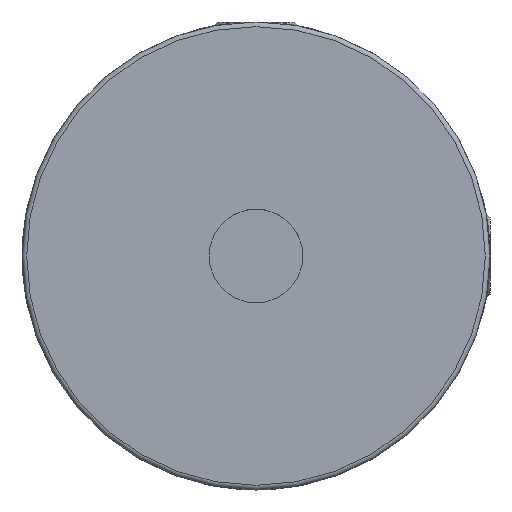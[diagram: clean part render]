
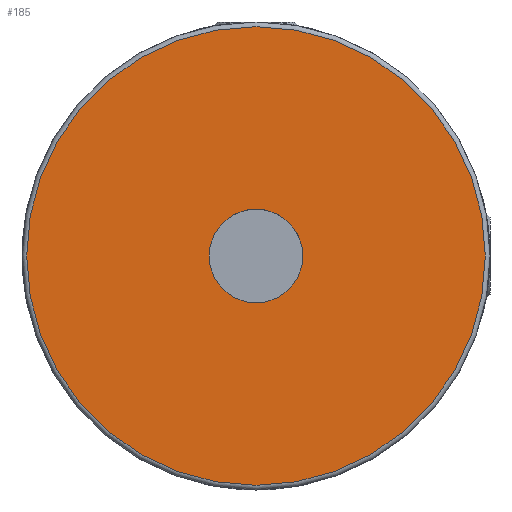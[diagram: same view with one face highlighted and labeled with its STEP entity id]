
A CAD part, left-side view. The second image highlights one B-rep face of the part: STEP entity #185.
In plain terms, the highlighted planar face has unit normal (-1, 0, 0).
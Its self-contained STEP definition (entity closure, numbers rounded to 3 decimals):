
#185 = ADVANCED_FACE( '', ( #426, #427 ), #428, .T. );
#426 = FACE_BOUND( '', #723, .T. );
#427 = FACE_OUTER_BOUND( '', #724, .T. );
#428 = PLANE( '', #725 );
#723 = EDGE_LOOP( '', ( #1282 ) );
#724 = EDGE_LOOP( '', ( #1283 ) );
#725 = AXIS2_PLACEMENT_3D( '', #1284, #1285, #1286 );
#1282 = ORIENTED_EDGE( '', *, *, #1735, .F. );
#1283 = ORIENTED_EDGE( '', *, *, #1856, .T. );
#1284 = CARTESIAN_POINT( '', ( 0., 0., 2.5 ) );
#1285 = DIRECTION( '', ( -1., 0., 0. ) );
#1286 = DIRECTION( '', ( 0., 0., 1. ) );
#1735 = EDGE_CURVE( '', #2054, #2054, #2055, .T. );
#1856 = EDGE_CURVE( '', #2235, #2235, #2236, .T. );
#2054 = VERTEX_POINT( '', #2567 );
#2055 = CIRCLE( '', #2568, 2. );
#2235 = VERTEX_POINT( '', #3036 );
#2236 = CIRCLE( '', #3037, 9.8 );
#2567 = CARTESIAN_POINT( '', ( 0., 0., 2. ) );
#2568 = AXIS2_PLACEMENT_3D( '', #3335, #3336, #3337 );
#3036 = CARTESIAN_POINT( '', ( 0., 0., 9.8 ) );
#3037 = AXIS2_PLACEMENT_3D( '', #3467, #3468, #3469 );
#3335 = CARTESIAN_POINT( '', ( 0., 0., 0. ) );
#3336 = DIRECTION( '', ( -1., 0., 0. ) );
#3337 = DIRECTION( '', ( 0., 0., 1. ) );
#3467 = CARTESIAN_POINT( '', ( 0., 0., 0. ) );
#3468 = DIRECTION( '', ( -1., 0., 0. ) );
#3469 = DIRECTION( '', ( 0., 0., 1. ) );
